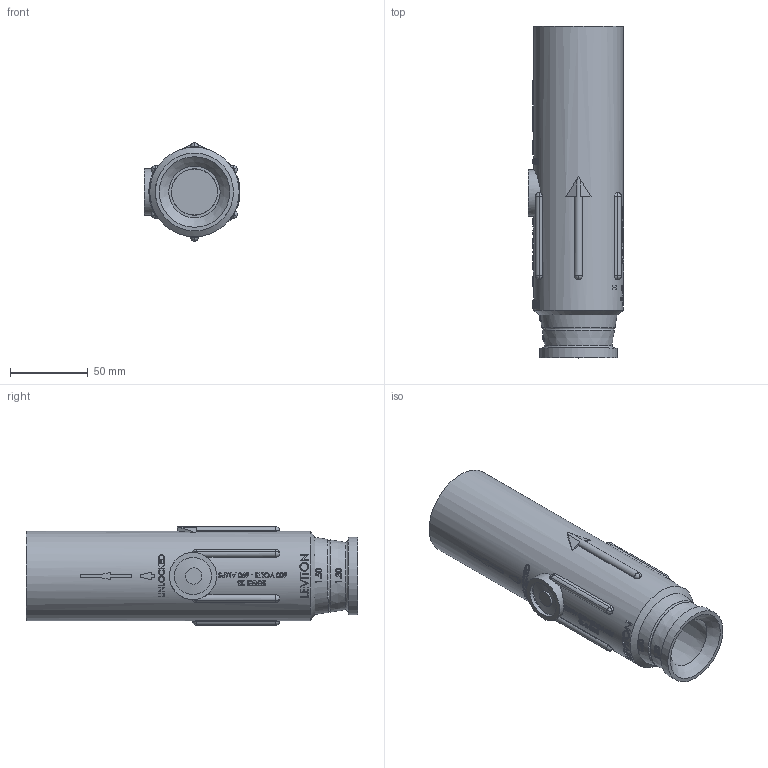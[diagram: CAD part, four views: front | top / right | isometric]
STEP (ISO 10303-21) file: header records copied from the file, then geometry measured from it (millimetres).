
FILE_DESCRIPTION (( 'STEP AP214' ), '1' );
FILE_NAME ('CATSTD-23L23-0SX-M01.STEP', '2022-09-28T17:33:30', ( '' ), ( '' ), 'SwSTEP 2.0', 'SolidWorks 2020', '' );
FILE_SCHEMA (( 'AUTOMOTIVE_DESIGN' ));
Length unit declared in the file: inch
Products named in the file (1): CATSTD-23L23-0SX-M01
Bounding box: 61.59 x 213.04 x 62.99 mm (x, y, z)
Volume: 352433.9 mm3; surface area: 103603.3 mm2
Topology: 8 solids, 9 shells, 2990 faces, 7662 edges, 5070 vertices
Faces by surface type: plane 1941, bspline 610, cylinder 359, cone 38, sphere 24, torus 18
Full cylindrical faces by diameter (mm): 2.057 x1, 2.692 x2, 2.845 x2, 3.962 x1, 4.064 x1, 5.969 x1, 6.35 x4, 8.331 x1, 9.525 x1, 9.906 x1, 10.49 x1, 12.7 x1, 18.111 x1, 21.895 x1, 23.825 x1, 26.975 x1, 29.591 x1, 29.718 x1, 30.124 x1, 38.1 x2, 40.208 x1, 40.64 x1, 44.45 x1, 50.038 x1, 57.404 x1
Entity records: 165089 total; most frequent: CARTESIAN_POINT 59291, ORIENTED_EDGE 15126, DIRECTION 11488, EDGE_CURVE 7563, VERTEX_POINT 5037, LINE 4410, VECTOR 4410, AXIS2_PLACEMENT_3D 3539
